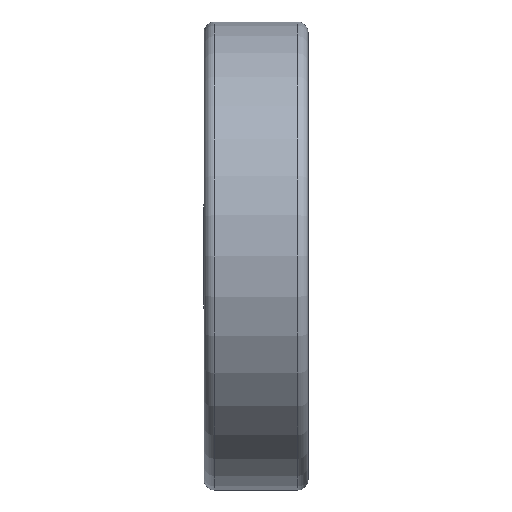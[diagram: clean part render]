
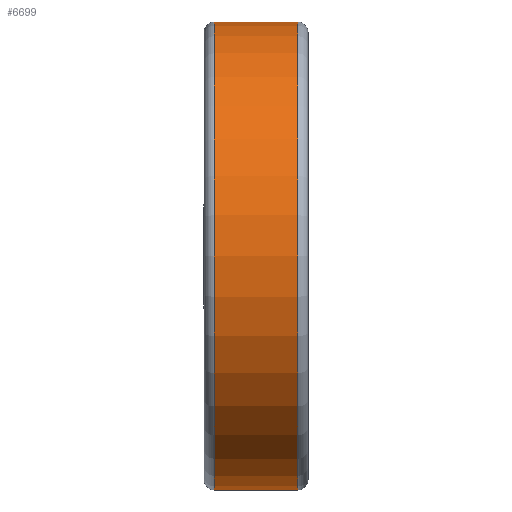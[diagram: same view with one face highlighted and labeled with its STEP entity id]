
A CAD part, front view. The second image highlights one B-rep face of the part: STEP entity #6699.
In plain terms, the highlighted cylindrical face has radius 112.5 mm (diameter 225 mm), a partial arc.
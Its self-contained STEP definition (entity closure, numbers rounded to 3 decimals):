
#362 = AXIS2_PLACEMENT_3D ( 'NONE', #4303, #4377, #1718 ) ;
#844 = FACE_OUTER_BOUND ( 'NONE', #11414, .T. ) ;
#951 = VECTOR ( 'NONE', #12229, 1000. ) ;
#1116 = VECTOR ( 'NONE', #11570, 1000. ) ;
#1249 = CARTESIAN_POINT ( 'NONE',  ( -32.872, 0., 112.5 ) ) ;
#1718 = DIRECTION ( 'NONE',  ( 0., 0., 1. ) ) ;
#1779 = CARTESIAN_POINT ( 'NONE',  ( -20., 0., 0. ) ) ;
#1980 = AXIS2_PLACEMENT_3D ( 'NONE', #1779, #5759, #4620 ) ;
#2049 = EDGE_CURVE ( 'NONE', #5776, #3957, #4535, .T. ) ;
#2268 = CARTESIAN_POINT ( 'NONE',  ( 20., 0., 112.5 ) ) ;
#2473 = ORIENTED_EDGE ( 'NONE', *, *, #9139, .T. ) ;
#2502 = EDGE_CURVE ( 'NONE', #11682, #4891, #9739, .T. ) ;
#3267 = CARTESIAN_POINT ( 'NONE',  ( 20., 0., -112.5 ) ) ;
#3388 = ORIENTED_EDGE ( 'NONE', *, *, #2502, .T. ) ;
#3957 = VERTEX_POINT ( 'NONE', #2268 ) ;
#4100 = DIRECTION ( 'NONE',  ( -1., 0., 0. ) ) ;
#4303 = CARTESIAN_POINT ( 'NONE',  ( -32.872, 0., 0. ) ) ;
#4377 = DIRECTION ( 'NONE',  ( -1., 0., 0. ) ) ;
#4535 = CIRCLE ( 'NONE', #9138, 112.5 ) ;
#4620 = DIRECTION ( 'NONE',  ( 0., 0., -1. ) ) ;
#4641 = CYLINDRICAL_SURFACE ( 'NONE', #362, 112.5 ) ;
#4702 = LINE ( 'NONE', #12122, #951 ) ;
#4891 = VERTEX_POINT ( 'NONE', #7012 ) ;
#4984 = CARTESIAN_POINT ( 'NONE',  ( 20., 0., 0. ) ) ;
#5101 = LINE ( 'NONE', #1249, #1116 ) ;
#5719 = ORIENTED_EDGE ( 'NONE', *, *, #2049, .T. ) ;
#5759 = DIRECTION ( 'NONE',  ( 1., 0., 0. ) ) ;
#5776 = VERTEX_POINT ( 'NONE', #3267 ) ;
#5861 = EDGE_CURVE ( 'NONE', #5776, #4891, #4702, .T. ) ;
#6080 = CARTESIAN_POINT ( 'NONE',  ( -20., 0., 112.5 ) ) ;
#6699 = ADVANCED_FACE ( 'NONE', ( #844 ), #4641, .T. ) ;
#7012 = CARTESIAN_POINT ( 'NONE',  ( -20., 0., -112.5 ) ) ;
#7038 = DIRECTION ( 'NONE',  ( 0., 0., 1. ) ) ;
#9138 = AXIS2_PLACEMENT_3D ( 'NONE', #4984, #4100, #7038 ) ;
#9139 = EDGE_CURVE ( 'NONE', #3957, #11682, #5101, .T. ) ;
#9739 = CIRCLE ( 'NONE', #1980, 112.5 ) ;
#11414 = EDGE_LOOP ( 'NONE', ( #11527, #5719, #2473, #3388 ) ) ;
#11527 = ORIENTED_EDGE ( 'NONE', *, *, #5861, .F. ) ;
#11570 = DIRECTION ( 'NONE',  ( -1., 0., 0. ) ) ;
#11682 = VERTEX_POINT ( 'NONE', #6080 ) ;
#12122 = CARTESIAN_POINT ( 'NONE',  ( -32.872, 0., -112.5 ) ) ;
#12229 = DIRECTION ( 'NONE',  ( -1., 0., 0. ) ) ;
